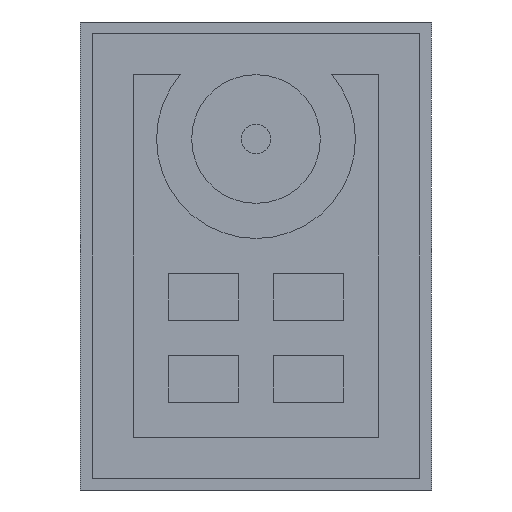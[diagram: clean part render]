
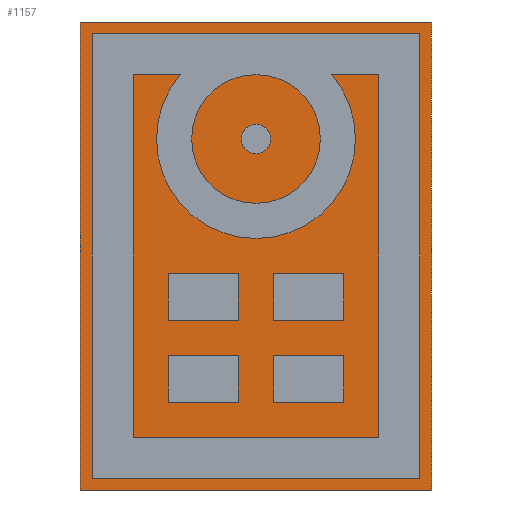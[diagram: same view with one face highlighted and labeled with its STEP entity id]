
A CAD part, front view. The second image highlights one B-rep face of the part: STEP entity #1157.
In plain terms, the highlighted planar face has unit normal (0, -1, 0).
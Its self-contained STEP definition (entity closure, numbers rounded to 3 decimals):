
#25=FACE_BOUND('',#207,.T.);
#47=CIRCLE('',#1247,0.125);
#131=FACE_OUTER_BOUND('',#206,.T.);
#206=EDGE_LOOP('',(#961,#962,#963,#964));
#207=EDGE_LOOP('',(#965));
#320=LINE('',#1841,#440);
#323=LINE('',#1846,#443);
#325=LINE('',#1850,#445);
#327=LINE('',#1853,#447);
#440=VECTOR('',#1536,4.);
#443=VECTOR('',#1541,3.);
#445=VECTOR('',#1545,4.);
#447=VECTOR('',#1549,3.);
#535=VERTEX_POINT('',#1836);
#536=VERTEX_POINT('',#1839);
#537=VERTEX_POINT('',#1840);
#538=VERTEX_POINT('',#1845);
#539=VERTEX_POINT('',#1849);
#673=EDGE_CURVE('',#535,#535,#47,.T.);
#674=EDGE_CURVE('',#536,#537,#320,.T.);
#677=EDGE_CURVE('',#538,#536,#323,.T.);
#679=EDGE_CURVE('',#539,#538,#325,.T.);
#681=EDGE_CURVE('',#537,#539,#327,.T.);
#961=ORIENTED_EDGE('',*,*,#681,.F.);
#962=ORIENTED_EDGE('',*,*,#674,.F.);
#963=ORIENTED_EDGE('',*,*,#677,.F.);
#964=ORIENTED_EDGE('',*,*,#679,.F.);
#965=ORIENTED_EDGE('',*,*,#673,.T.);
#1017=PLANE('',#1253);
#1157=ADVANCED_FACE('',(#131,#25),#1017,.F.);
#1247=AXIS2_PLACEMENT_3D('',#1837,#1532,#1533);
#1253=AXIS2_PLACEMENT_3D('',#1855,#1552,#1553);
#1532=DIRECTION('center_axis',(0.,1.,0.));
#1533=DIRECTION('ref_axis',(1.,0.,0.));
#1536=DIRECTION('',(0.,0.,-1.));
#1541=DIRECTION('',(1.,0.,0.));
#1545=DIRECTION('',(0.,0.,1.));
#1549=DIRECTION('',(-1.,0.,0.));
#1552=DIRECTION('center_axis',(0.,1.,0.));
#1553=DIRECTION('ref_axis',(0.,0.,1.));
#1836=CARTESIAN_POINT('',(-1.625,0.,3.));
#1837=CARTESIAN_POINT('Origin',(-1.5,0.,3.));
#1839=CARTESIAN_POINT('',(0.,0.,4.));
#1840=CARTESIAN_POINT('',(0.,0.,0.));
#1841=CARTESIAN_POINT('',(0.,0.,4.));
#1845=CARTESIAN_POINT('',(-3.,0.,4.));
#1846=CARTESIAN_POINT('',(-3.,0.,4.));
#1849=CARTESIAN_POINT('',(-3.,0.,0.));
#1850=CARTESIAN_POINT('',(-3.,0.,0.));
#1853=CARTESIAN_POINT('',(0.,0.,0.));
#1855=CARTESIAN_POINT('Origin',(-1.5,0.,2.005));
